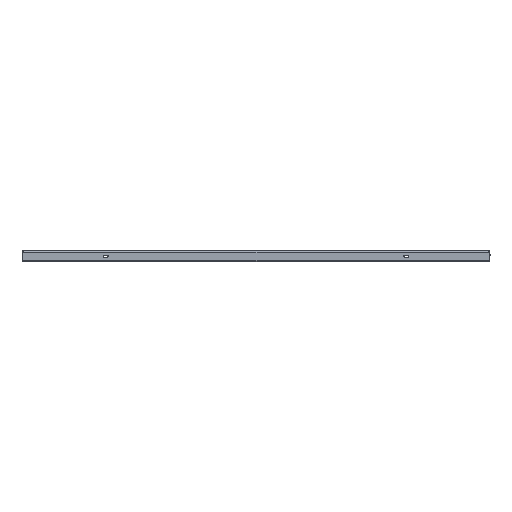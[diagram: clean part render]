
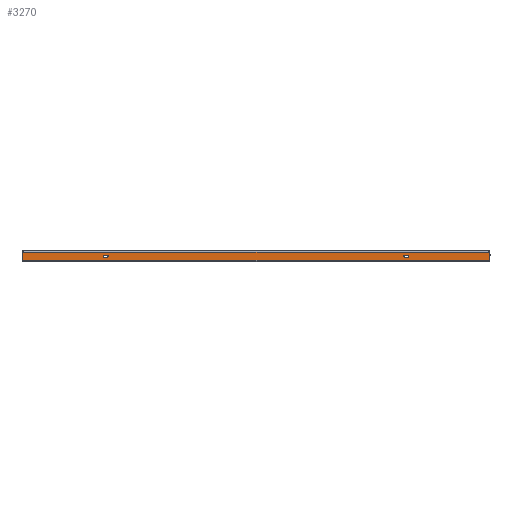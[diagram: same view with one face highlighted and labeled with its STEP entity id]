
A CAD part, left-side view. The second image highlights one B-rep face of the part: STEP entity #3270.
In plain terms, the highlighted planar face has unit normal (-1, 0, 0).
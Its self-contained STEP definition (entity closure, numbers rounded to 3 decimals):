
#58 = VECTOR ( 'NONE', #4978, 1000. ) ;
#75 = DIRECTION ( 'NONE',  ( 0., 1., 0. ) ) ;
#116 = VERTEX_POINT ( 'NONE', #3679 ) ;
#154 = EDGE_CURVE ( 'NONE', #9807, #7422, #8613, .T. ) ;
#167 = DIRECTION ( 'NONE',  ( 0., -1., 0. ) ) ;
#280 = AXIS2_PLACEMENT_3D ( 'NONE', #705, #3889, #649 ) ;
#483 = VECTOR ( 'NONE', #1864, 1000. ) ;
#553 = DIRECTION ( 'NONE',  ( 0., 1., 0. ) ) ;
#606 = ORIENTED_EDGE ( 'NONE', *, *, #154, .T. ) ;
#649 = DIRECTION ( 'NONE',  ( 0., 0., -1. ) ) ;
#705 = CARTESIAN_POINT ( 'NONE',  ( -444., 0., 0. ) ) ;
#720 = CARTESIAN_POINT ( 'NONE',  ( -444., -352.7, -10.5 ) ) ;
#761 = CARTESIAN_POINT ( 'NONE',  ( -444., 345.7, -10.5 ) ) ;
#835 = DIRECTION ( 'NONE',  ( 1., 0., 0. ) ) ;
#861 = ORIENTED_EDGE ( 'NONE', *, *, #5629, .T. ) ;
#1035 = DIRECTION ( 'NONE',  ( 0., -1., 0. ) ) ;
#1115 = DIRECTION ( 'NONE',  ( 0., 0., -1. ) ) ;
#1167 = VECTOR ( 'NONE', #1115, 1000. ) ;
#1172 = VECTOR ( 'NONE', #75, 1000. ) ;
#1353 = ORIENTED_EDGE ( 'NONE', *, *, #7677, .F. ) ;
#1474 = EDGE_LOOP ( 'NONE', ( #861, #10099, #7541, #6639 ) ) ;
#1591 = FACE_OUTER_BOUND ( 'NONE', #5040, .T. ) ;
#1667 = CARTESIAN_POINT ( 'NONE',  ( -444., 352.7, -15.5 ) ) ;
#1864 = DIRECTION ( 'NONE',  ( 0., 0., -1. ) ) ;
#1901 = EDGE_CURVE ( 'NONE', #116, #9807, #9573, .T. ) ;
#2167 = DIRECTION ( 'NONE',  ( 0., 0., -1. ) ) ;
#2183 = CARTESIAN_POINT ( 'NONE',  ( -444., 541.929, -4. ) ) ;
#2338 = VERTEX_POINT ( 'NONE', #8359 ) ;
#2412 = EDGE_CURVE ( 'NONE', #7422, #8293, #5342, .T. ) ;
#2446 = CARTESIAN_POINT ( 'NONE',  ( -444., -352.7, -15.5 ) ) ;
#2571 = EDGE_CURVE ( 'NONE', #8885, #2338, #8806, .T. ) ;
#2810 = CIRCLE ( 'NONE', #8502, 2.5 ) ;
#2963 = FACE_BOUND ( 'NONE', #3292, .T. ) ;
#3014 = CARTESIAN_POINT ( 'NONE',  ( -444., -345.7, -15.5 ) ) ;
#3069 = ORIENTED_EDGE ( 'NONE', *, *, #2412, .T. ) ;
#3135 = VECTOR ( 'NONE', #553, 1000. ) ;
#3205 = AXIS2_PLACEMENT_3D ( 'NONE', #9692, #5715, #5159 ) ;
#3224 = CARTESIAN_POINT ( 'NONE',  ( -444., 352.7, -10.5 ) ) ;
#3270 = ADVANCED_FACE ( 'NONE', ( #7687, #2963, #1591 ), #6940, .F. ) ;
#3292 = EDGE_LOOP ( 'NONE', ( #9995, #10100, #606, #3069 ) ) ;
#3344 = CARTESIAN_POINT ( 'NONE',  ( -444., -345.7, -10.5 ) ) ;
#3381 = VERTEX_POINT ( 'NONE', #3224 ) ;
#3486 = LINE ( 'NONE', #6594, #58 ) ;
#3502 = CARTESIAN_POINT ( 'NONE',  ( -444., 541.929, 0. ) ) ;
#3679 = CARTESIAN_POINT ( 'NONE',  ( -444., -352.7, -10.5 ) ) ;
#3753 = CARTESIAN_POINT ( 'NONE',  ( -444., -345.7, -13. ) ) ;
#3889 = DIRECTION ( 'NONE',  ( 1., 0., 0. ) ) ;
#3912 = LINE ( 'NONE', #1667, #1172 ) ;
#3920 = LINE ( 'NONE', #6266, #4191 ) ;
#3964 = DIRECTION ( 'NONE',  ( 0., 0., 1. ) ) ;
#4191 = VECTOR ( 'NONE', #7031, 1000. ) ;
#4205 = VECTOR ( 'NONE', #1035, 1000. ) ;
#4303 = LINE ( 'NONE', #5067, #1167 ) ;
#4494 = ORIENTED_EDGE ( 'NONE', *, *, #2571, .T. ) ;
#4598 = CARTESIAN_POINT ( 'NONE',  ( -444., 345.7, -13. ) ) ;
#4614 = CIRCLE ( 'NONE', #5917, 2.5 ) ;
#4728 = LINE ( 'NONE', #720, #8150 ) ;
#4978 = DIRECTION ( 'NONE',  ( 0., -1., 0. ) ) ;
#5040 = EDGE_LOOP ( 'NONE', ( #4494, #1353, #6921, #7219 ) ) ;
#5067 = CARTESIAN_POINT ( 'NONE',  ( -444., -541.929, -2. ) ) ;
#5159 = DIRECTION ( 'NONE',  ( 0., 0., 1. ) ) ;
#5220 = EDGE_CURVE ( 'NONE', #7938, #9562, #3920, .T. ) ;
#5342 = CIRCLE ( 'NONE', #8421, 2.5 ) ;
#5629 = EDGE_CURVE ( 'NONE', #5766, #6420, #3912, .T. ) ;
#5707 = EDGE_CURVE ( 'NONE', #7938, #8885, #8855, .T. ) ;
#5715 = DIRECTION ( 'NONE',  ( 1., 0., 0. ) ) ;
#5766 = VERTEX_POINT ( 'NONE', #8085 ) ;
#5768 = CARTESIAN_POINT ( 'NONE',  ( -444., 541.929, -22. ) ) ;
#5917 = AXIS2_PLACEMENT_3D ( 'NONE', #8949, #8328, #2167 ) ;
#6024 = EDGE_CURVE ( 'NONE', #8293, #116, #4728, .T. ) ;
#6169 = DIRECTION ( 'NONE',  ( 0., 0., -1. ) ) ;
#6266 = CARTESIAN_POINT ( 'NONE',  ( -444., -544., -4. ) ) ;
#6420 = VERTEX_POINT ( 'NONE', #9240 ) ;
#6594 = CARTESIAN_POINT ( 'NONE',  ( -444., 352.7, -10.5 ) ) ;
#6639 = ORIENTED_EDGE ( 'NONE', *, *, #7881, .T. ) ;
#6921 = ORIENTED_EDGE ( 'NONE', *, *, #5220, .F. ) ;
#6931 = DIRECTION ( 'NONE',  ( 1., 0., 0. ) ) ;
#6940 = PLANE ( 'NONE',  #280 ) ;
#7031 = DIRECTION ( 'NONE',  ( 0., -1., 0. ) ) ;
#7219 = ORIENTED_EDGE ( 'NONE', *, *, #5707, .T. ) ;
#7422 = VERTEX_POINT ( 'NONE', #3014 ) ;
#7487 = CARTESIAN_POINT ( 'NONE',  ( -444., -352.7, -15.5 ) ) ;
#7541 = ORIENTED_EDGE ( 'NONE', *, *, #9751, .T. ) ;
#7662 = VERTEX_POINT ( 'NONE', #761 ) ;
#7677 = EDGE_CURVE ( 'NONE', #9562, #2338, #4303, .T. ) ;
#7687 = FACE_BOUND ( 'NONE', #1474, .T. ) ;
#7881 = EDGE_CURVE ( 'NONE', #7662, #5766, #2810, .T. ) ;
#7938 = VERTEX_POINT ( 'NONE', #2183 ) ;
#8028 = CARTESIAN_POINT ( 'NONE',  ( -444., 541.929, -22. ) ) ;
#8085 = CARTESIAN_POINT ( 'NONE',  ( -444., 345.7, -15.5 ) ) ;
#8150 = VECTOR ( 'NONE', #167, 1000. ) ;
#8293 = VERTEX_POINT ( 'NONE', #3344 ) ;
#8328 = DIRECTION ( 'NONE',  ( 1., 0., 0. ) ) ;
#8359 = CARTESIAN_POINT ( 'NONE',  ( -444., -541.929, -22. ) ) ;
#8391 = EDGE_CURVE ( 'NONE', #6420, #3381, #4614, .T. ) ;
#8421 = AXIS2_PLACEMENT_3D ( 'NONE', #3753, #835, #3964 ) ;
#8475 = CARTESIAN_POINT ( 'NONE',  ( -444., -541.929, -4. ) ) ;
#8502 = AXIS2_PLACEMENT_3D ( 'NONE', #4598, #6931, #6169 ) ;
#8613 = LINE ( 'NONE', #2446, #3135 ) ;
#8806 = LINE ( 'NONE', #8028, #4205 ) ;
#8855 = LINE ( 'NONE', #3502, #483 ) ;
#8885 = VERTEX_POINT ( 'NONE', #5768 ) ;
#8949 = CARTESIAN_POINT ( 'NONE',  ( -444., 352.7, -13. ) ) ;
#9240 = CARTESIAN_POINT ( 'NONE',  ( -444., 352.7, -15.5 ) ) ;
#9562 = VERTEX_POINT ( 'NONE', #8475 ) ;
#9573 = CIRCLE ( 'NONE', #3205, 2.5 ) ;
#9692 = CARTESIAN_POINT ( 'NONE',  ( -444., -352.7, -13. ) ) ;
#9751 = EDGE_CURVE ( 'NONE', #3381, #7662, #3486, .T. ) ;
#9807 = VERTEX_POINT ( 'NONE', #7487 ) ;
#9995 = ORIENTED_EDGE ( 'NONE', *, *, #6024, .T. ) ;
#10099 = ORIENTED_EDGE ( 'NONE', *, *, #8391, .T. ) ;
#10100 = ORIENTED_EDGE ( 'NONE', *, *, #1901, .T. ) ;
